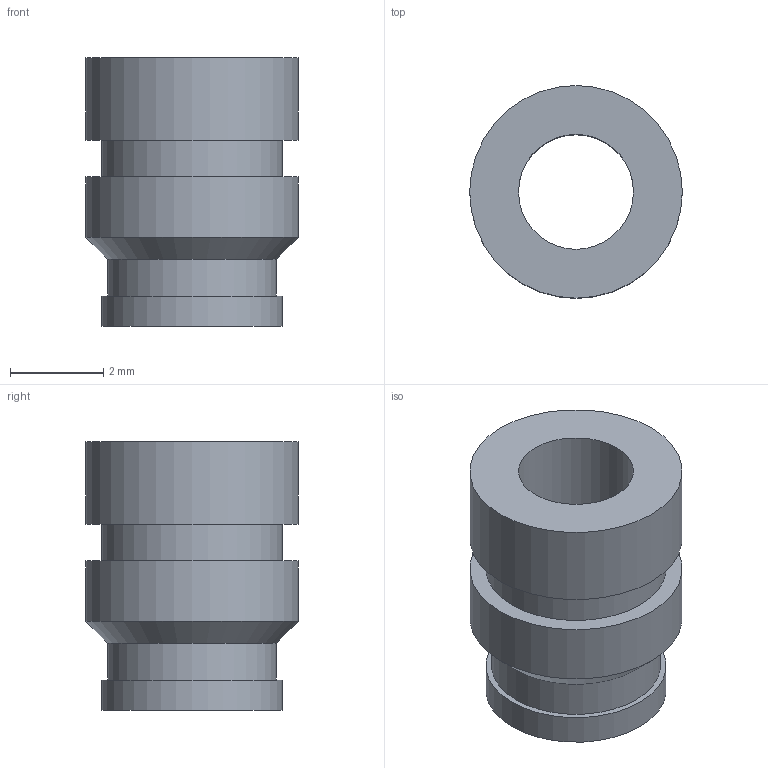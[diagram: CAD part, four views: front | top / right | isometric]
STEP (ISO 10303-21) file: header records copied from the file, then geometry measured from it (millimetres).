
FILE_DESCRIPTION(('FreeCAD Model'),'2;1');
FILE_NAME('Open CASCADE Shape Model','2025-09-17T12:40:07',(''),(''), 'Open CASCADE STEP processor 7.8','FreeCAD','Unknown');
FILE_SCHEMA(('AUTOMOTIVE_DESIGN { 1 0 10303 214 1 1 1 1 }'));
Length unit declared in the file: millimetre
Products named in the file (1): M3x5.74-Insert
Bounding box: 4.55 x 4.55 x 5.74 mm (x, y, z)
Volume: 53.3 mm3; surface area: 151.8 mm2
Topology: 1 solids, 1 shells, 12 faces, 19 edges, 12 vertices
Faces by surface type: cylinder 6, plane 5, cone 1
Full cylindrical faces by diameter (mm): 2.46 x1, 3.614 x1, 3.86 x2, 4.55 x2
Entity records: 305 total; most frequent: DIRECTION 57, CARTESIAN_POINT 44, ORIENTED_EDGE 38, AXIS2_PLACEMENT_3D 25, EDGE_CURVE 19, FACE_BOUND 17, EDGE_LOOP 17, ADVANCED_FACE 12
